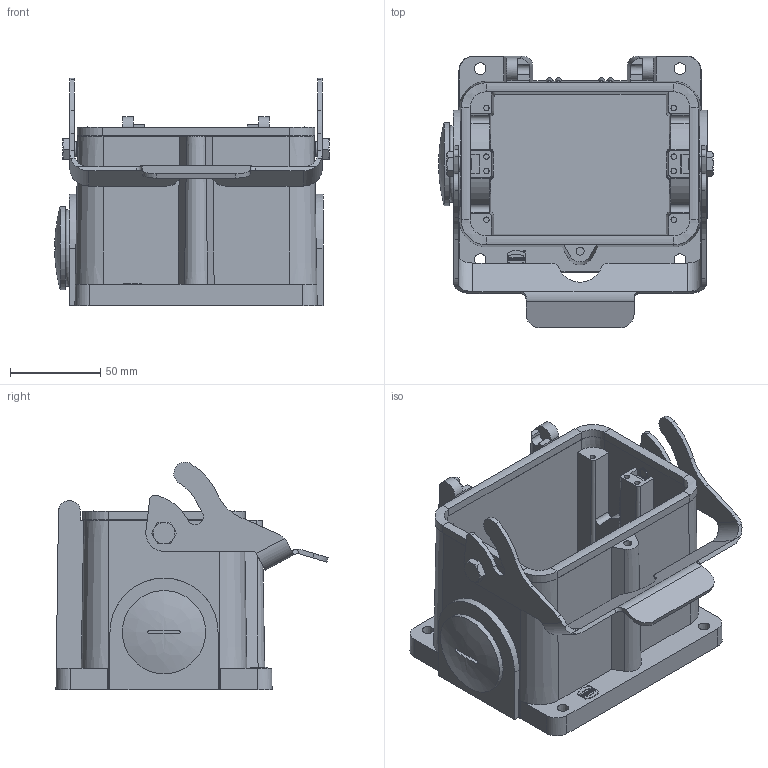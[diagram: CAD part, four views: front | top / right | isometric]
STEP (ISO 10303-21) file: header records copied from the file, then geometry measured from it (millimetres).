
FILE_DESCRIPTION(/* description */ (''),/* implementation_level */ '2;1');
FILE_NAME(/* name */ '100172038ugm000_d.stp',/* time_stamp */ '2020-03-12T12:24:41+01:00',/* author */ (''),/* organization */ (''),/* preprocessor_version */ 'ST-DEVELOPER v16.7',/* originating_system */ 'SIEMENS PLM Software NX 12.0',/* authorisation */ '');
FILE_SCHEMA (('AUTOMOTIVE_DESIGN { 1 0 10303 214 3 1 1 1 }'));
Length unit declared in the file: millimetre
Products named in the file (1): 100172038ugm000_d
Bounding box: 152.5 x 151.08 x 126.36 mm (x, y, z)
Volume: 473913.3 mm3; surface area: 150651.9 mm2
Topology: 3 solids, 6 shells, 524 faces, 1376 edges, 892 vertices
Faces by surface type: plane 321, cylinder 110, cone 55, bspline 25, torus 12, sphere 1
Full cylindrical faces by diameter (mm): 3 x8, 4.47 x1, 4.8 x4, 6 x4, 8 x4, 8.1 x2, 33 x2, 34 x1, 38.6 x3, 40 x2, 46.2 x1
Entity records: 18932 total; most frequent: CARTESIAN_POINT 4146, ORIENTED_EDGE 2588, DIRECTION 2515, EDGE_CURVE 1294, VERTEX_POINT 867, AXIS2_PLACEMENT_3D 866, LINE 783, VECTOR 783
